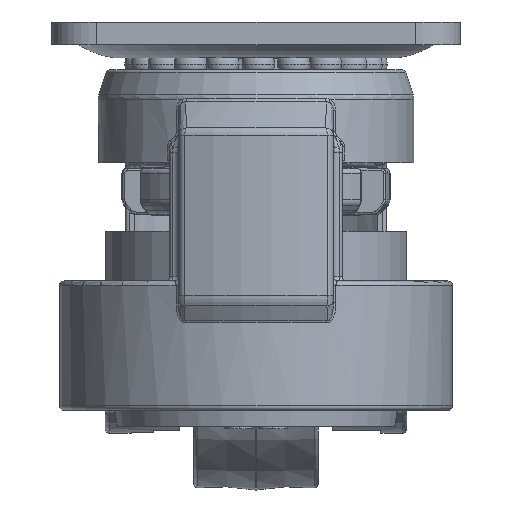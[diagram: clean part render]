
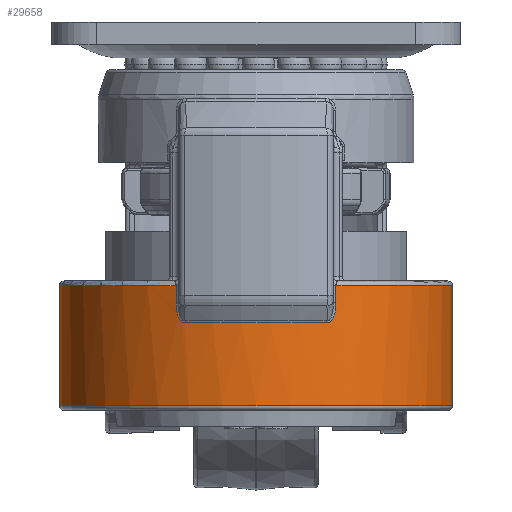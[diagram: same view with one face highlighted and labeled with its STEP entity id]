
A CAD part, front view. The second image highlights one B-rep face of the part: STEP entity #29658.
In plain terms, the highlighted cylindrical face has radius 43.25 mm (diameter 86.5 mm), a partial arc.
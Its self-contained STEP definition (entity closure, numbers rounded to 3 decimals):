
#394 = VECTOR ( 'NONE', #10505, 1000. ) ;
#530 = B_SPLINE_CURVE_WITH_KNOTS ( 'NONE', 3,
 ( #3422, #18307, #33172, #48058, #14640, #29520, #44412, #10997, #25868, #40740, #7325, #22207, #37060, #3648, #18539, #33406, #21785, #14894 ),
 .UNSPECIFIED., .F., .F.,
 ( 4, 2, 2, 2, 2, 2, 2, 2, 4 ),
 ( 0., 0.001, 0.003, 0.003, 0.004, 0.004, 0.005, 0.005, 0.005 ),
 .UNSPECIFIED. ) ;
#730 = CARTESIAN_POINT ( 'NONE',  ( -16.555, -39.956, 19.699 ) ) ;
#748 = CARTESIAN_POINT ( 'NONE',  ( 0., 0., 75. ) ) ;
#1791 = AXIS2_PLACEMENT_3D ( 'NONE', #748, #15669, #30525 ) ;
#1870 = DIRECTION ( 'NONE',  ( -1., 0., 0. ) ) ;
#1942 = CARTESIAN_POINT ( 'NONE',  ( 43.25, 0., 1. ) ) ;
#2185 = VERTEX_POINT ( 'NONE', #2237 ) ;
#2237 = CARTESIAN_POINT ( 'NONE',  ( -17.593, -39.51, 23.719 ) ) ;
#2620 = EDGE_CURVE ( 'NONE', #2185, #45407, #39974, .T. ) ;
#2819 = EDGE_CURVE ( 'NONE', #20542, #44926, #41837, .T. ) ;
#3422 = CARTESIAN_POINT ( 'NONE',  ( 17.593, -39.51, 23.719 ) ) ;
#3648 = CARTESIAN_POINT ( 'NONE',  ( 16.126, -40.131, 19.379 ) ) ;
#4410 = CARTESIAN_POINT ( 'NONE',  ( -16.123, -40.132, 19.378 ) ) ;
#4670 = CARTESIAN_POINT ( 'NONE',  ( -17.593, -39.51, 23.719 ) ) ;
#4818 = EDGE_CURVE ( 'NONE', #45407, #28356, #39800, .T. ) ;
#5346 = ORIENTED_EDGE ( 'NONE', *, *, #2819, .F. ) ;
#6560 = CARTESIAN_POINT ( 'NONE',  ( -17.593, -39.51, 75. ) ) ;
#7325 = CARTESIAN_POINT ( 'NONE',  ( 16.558, -39.955, 19.702 ) ) ;
#8078 = CARTESIAN_POINT ( 'NONE',  ( -15.715, -40.294, 19.265 ) ) ;
#8175 = CARTESIAN_POINT ( 'NONE',  ( 15.608, -40.335, 19.265 ) ) ;
#8312 = CARTESIAN_POINT ( 'NONE',  ( -17.471, -39.564, 21.933 ) ) ;
#8412 = CARTESIAN_POINT ( 'NONE',  ( 43.25, 0., 75. ) ) ;
#8558 = DIRECTION ( 'NONE',  ( 0., 0., -1. ) ) ;
#8817 = CARTESIAN_POINT ( 'NONE',  ( -43.25, 0., 75. ) ) ;
#10341 = VERTEX_POINT ( 'NONE', #29876 ) ;
#10505 = DIRECTION ( 'NONE',  ( 0., 0., -1. ) ) ;
#10647 = ORIENTED_EDGE ( 'NONE', *, *, #42223, .T. ) ;
#10997 = CARTESIAN_POINT ( 'NONE',  ( 16.943, -39.793, 20.239 ) ) ;
#11992 = CARTESIAN_POINT ( 'NONE',  ( -17.125, -39.715, 20.636 ) ) ;
#12864 = VERTEX_POINT ( 'NONE', #18028 ) ;
#12973 = CARTESIAN_POINT ( 'NONE',  ( 0., 0., 19.265 ) ) ;
#14179 = VERTEX_POINT ( 'NONE', #19810 ) ;
#14356 = EDGE_CURVE ( 'NONE', #12864, #19929, #530, .T. ) ;
#14396 = DIRECTION ( 'NONE',  ( 0., 0., 1. ) ) ;
#14640 = CARTESIAN_POINT ( 'NONE',  ( 17.395, -39.598, 21.502 ) ) ;
#14894 = CARTESIAN_POINT ( 'NONE',  ( 15.608, -40.335, 19.265 ) ) ;
#15648 = CARTESIAN_POINT ( 'NONE',  ( -16.628, -39.926, 19.78 ) ) ;
#15669 = DIRECTION ( 'NONE',  ( 0., 0., -1. ) ) ;
#18028 = CARTESIAN_POINT ( 'NONE',  ( 17.593, -39.51, 23.719 ) ) ;
#18211 = ORIENTED_EDGE ( 'NONE', *, *, #23972, .T. ) ;
#18307 = CARTESIAN_POINT ( 'NONE',  ( 17.593, -39.51, 23.269 ) ) ;
#18330 = ORIENTED_EDGE ( 'NONE', *, *, #47562, .T. ) ;
#18539 = CARTESIAN_POINT ( 'NONE',  ( 16.026, -40.171, 19.336 ) ) ;
#18769 = AXIS2_PLACEMENT_3D ( 'NONE', #20409, #35270, #1870 ) ;
#19119 = AXIS2_PLACEMENT_3D ( 'NONE', #47808, #14396, #29265 ) ;
#19288 = CARTESIAN_POINT ( 'NONE',  ( -16.308, -40.058, 19.486 ) ) ;
#19309 = FACE_OUTER_BOUND ( 'NONE', #34405, .T. ) ;
#19810 = CARTESIAN_POINT ( 'NONE',  ( -15.608, -40.335, 19.265 ) ) ;
#19929 = VERTEX_POINT ( 'NONE', #8175 ) ;
#20006 = ORIENTED_EDGE ( 'NONE', *, *, #47614, .T. ) ;
#20051 = ORIENTED_EDGE ( 'NONE', *, *, #4818, .T. ) ;
#20409 = CARTESIAN_POINT ( 'NONE',  ( 0., 0., 27.5 ) ) ;
#20436 = CARTESIAN_POINT ( 'NONE',  ( -17.593, -39.51, 27.5 ) ) ;
#20466 = AXIS2_PLACEMENT_3D ( 'NONE', #41974, #8558, #23437 ) ;
#20542 = VERTEX_POINT ( 'NONE', #48252 ) ;
#21441 = DIRECTION ( 'NONE',  ( 0., 0., 1. ) ) ;
#21785 = CARTESIAN_POINT ( 'NONE',  ( 15.716, -40.294, 19.265 ) ) ;
#22207 = CARTESIAN_POINT ( 'NONE',  ( 16.398, -40.021, 19.554 ) ) ;
#22958 = CARTESIAN_POINT ( 'NONE',  ( -15.82, -40.253, 19.279 ) ) ;
#23188 = CARTESIAN_POINT ( 'NONE',  ( -17.572, -39.52, 22.821 ) ) ;
#23295 = DIRECTION ( 'NONE',  ( 0., 0., -1. ) ) ;
#23437 = DIRECTION ( 'NONE',  ( -1., 0., 0. ) ) ;
#23688 = DIRECTION ( 'NONE',  ( 0., 0., -1. ) ) ;
#23972 = EDGE_CURVE ( 'NONE', #10341, #12864, #29029, .T. ) ;
#23980 = EDGE_CURVE ( 'NONE', #33711, #44926, #40158, .T. ) ;
#24946 = AXIS2_PLACEMENT_3D ( 'NONE', #12973, #27828, #42714 ) ;
#25868 = CARTESIAN_POINT ( 'NONE',  ( 16.831, -39.841, 20.043 ) ) ;
#26854 = CARTESIAN_POINT ( 'NONE',  ( -17.201, -39.682, 20.846 ) ) ;
#26942 = EDGE_CURVE ( 'NONE', #14179, #2185, #48012, .T. ) ;
#27772 = CARTESIAN_POINT ( 'NONE',  ( -43.25, 0., 27.5 ) ) ;
#27828 = DIRECTION ( 'NONE',  ( 0., 0., -1. ) ) ;
#28148 = ORIENTED_EDGE ( 'NONE', *, *, #23980, .T. ) ;
#28356 = VERTEX_POINT ( 'NONE', #27772 ) ;
#29029 = LINE ( 'NONE', #43923, #394 ) ;
#29265 = DIRECTION ( 'NONE',  ( 1., 0., 0. ) ) ;
#29520 = CARTESIAN_POINT ( 'NONE',  ( 17.206, -39.68, 20.86 ) ) ;
#29658 = ADVANCED_FACE ( 'NONE', ( #19309 ), #34171, .T. ) ;
#29876 = CARTESIAN_POINT ( 'NONE',  ( 17.593, -39.51, 27.5 ) ) ;
#30505 = CARTESIAN_POINT ( 'NONE',  ( -16.829, -39.842, 20.039 ) ) ;
#30525 = DIRECTION ( 'NONE',  ( -1., 0., 0. ) ) ;
#32208 = ORIENTED_EDGE ( 'NONE', *, *, #14356, .T. ) ;
#33172 = CARTESIAN_POINT ( 'NONE',  ( 17.572, -39.52, 22.822 ) ) ;
#33406 = CARTESIAN_POINT ( 'NONE',  ( 15.821, -40.253, 19.279 ) ) ;
#33711 = VERTEX_POINT ( 'NONE', #44374 ) ;
#34148 = CARTESIAN_POINT ( 'NONE',  ( -16.395, -40.022, 19.551 ) ) ;
#34171 = CYLINDRICAL_SURFACE ( 'NONE', #1791, 43.25 ) ;
#34405 = EDGE_LOOP ( 'NONE', ( #5346, #10647, #18211, #32208, #20006, #42020, #45659, #20051, #18330, #28148 ) ) ;
#35270 = DIRECTION ( 'NONE',  ( 0., 0., -1. ) ) ;
#37060 = CARTESIAN_POINT ( 'NONE',  ( 16.311, -40.057, 19.487 ) ) ;
#37819 = CARTESIAN_POINT ( 'NONE',  ( -16.024, -40.172, 19.335 ) ) ;
#38052 = CARTESIAN_POINT ( 'NONE',  ( -17.593, -39.51, 23.268 ) ) ;
#39748 = VECTOR ( 'NONE', #23688, 1000. ) ;
#39800 = CIRCLE ( 'NONE', #18769, 43.25 ) ;
#39974 = LINE ( 'NONE', #6560, #40420 ) ;
#40158 = CIRCLE ( 'NONE', #19119, 43.25 ) ;
#40420 = VECTOR ( 'NONE', #21441, 1000. ) ;
#40740 = CARTESIAN_POINT ( 'NONE',  ( 16.63, -39.925, 19.783 ) ) ;
#41179 = VECTOR ( 'NONE', #23295, 1000. ) ;
#41489 = CIRCLE ( 'NONE', #20466, 43.25 ) ;
#41500 = CARTESIAN_POINT ( 'NONE',  ( -15.608, -40.335, 19.265 ) ) ;
#41742 = CARTESIAN_POINT ( 'NONE',  ( -17.393, -39.599, 21.492 ) ) ;
#41837 = LINE ( 'NONE', #8412, #41179 ) ;
#41974 = CARTESIAN_POINT ( 'NONE',  ( 0., 0., 27.5 ) ) ;
#42020 = ORIENTED_EDGE ( 'NONE', *, *, #26942, .T. ) ;
#42223 = EDGE_CURVE ( 'NONE', #20542, #10341, #41489, .T. ) ;
#42237 = LINE ( 'NONE', #8817, #39748 ) ;
#42714 = DIRECTION ( 'NONE',  ( -1., 0., 0. ) ) ;
#43923 = CARTESIAN_POINT ( 'NONE',  ( 17.593, -39.51, 75. ) ) ;
#44374 = CARTESIAN_POINT ( 'NONE',  ( -43.25, 0., 1. ) ) ;
#44412 = CARTESIAN_POINT ( 'NONE',  ( 17.129, -39.713, 20.646 ) ) ;
#44926 = VERTEX_POINT ( 'NONE', #1942 ) ;
#45398 = CARTESIAN_POINT ( 'NONE',  ( -16.94, -39.795, 20.234 ) ) ;
#45407 = VERTEX_POINT ( 'NONE', #20436 ) ;
#45659 = ORIENTED_EDGE ( 'NONE', *, *, #2620, .T. ) ;
#45990 = CIRCLE ( 'NONE', #24946, 43.25 ) ;
#47562 = EDGE_CURVE ( 'NONE', #28356, #33711, #42237, .T. ) ;
#47614 = EDGE_CURVE ( 'NONE', #19929, #14179, #45990, .T. ) ;
#47808 = CARTESIAN_POINT ( 'NONE',  ( 0., 0., 1. ) ) ;
#48012 = B_SPLINE_CURVE_WITH_KNOTS ( 'NONE', 3,
 ( #41500, #8078, #22958, #37819, #4410, #19288, #34148, #730, #15648, #30505, #45398, #11992, #26854, #41742, #8312, #23188, #38052, #4670 ),
 .UNSPECIFIED., .F., .F.,
 ( 4, 2, 2, 2, 2, 2, 2, 2, 4 ),
 ( 0., 0., 0.001, 0.001, 0.001, 0.002, 0.003, 0.004, 0.005 ),
 .UNSPECIFIED. ) ;
#48058 = CARTESIAN_POINT ( 'NONE',  ( 17.472, -39.564, 21.939 ) ) ;
#48252 = CARTESIAN_POINT ( 'NONE',  ( 43.25, 0., 27.5 ) ) ;
